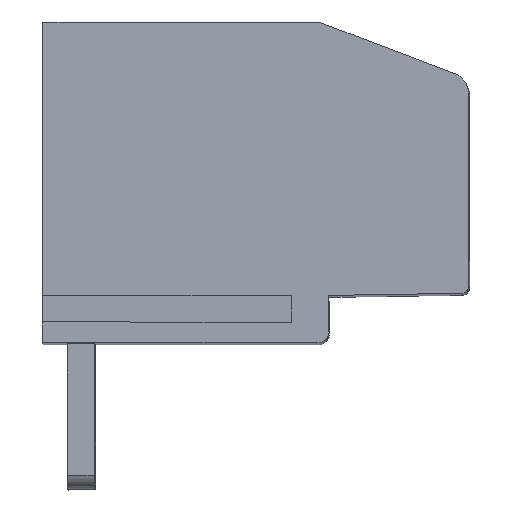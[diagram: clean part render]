
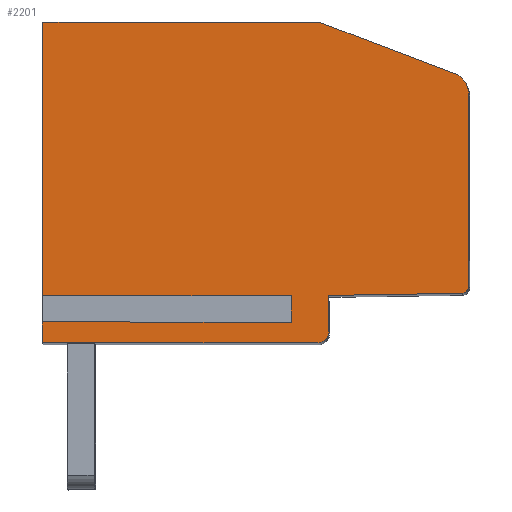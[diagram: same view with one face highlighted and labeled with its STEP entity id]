
A CAD part, top view. The second image highlights one B-rep face of the part: STEP entity #2201.
In plain terms, the highlighted planar face has unit normal (-0.002, 0.002, 1).
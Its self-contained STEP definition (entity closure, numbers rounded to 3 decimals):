
#74=LINE('',#3338,#325);
#88=LINE('',#3368,#339);
#92=LINE('',#3376,#343);
#95=LINE('',#3382,#346);
#100=LINE('',#3391,#351);
#102=LINE('',#3395,#353);
#103=LINE('',#3398,#354);
#104=LINE('',#3402,#355);
#105=LINE('',#3404,#356);
#106=LINE('',#3409,#357);
#107=LINE('',#3410,#358);
#325=VECTOR('',#2631,10.);
#339=VECTOR('',#2655,10.);
#343=VECTOR('',#2659,10.);
#346=VECTOR('',#2664,10.);
#351=VECTOR('',#2671,10.);
#353=VECTOR('',#2677,10.);
#354=VECTOR('',#2680,10.);
#355=VECTOR('',#2683,10.);
#356=VECTOR('',#2684,10.);
#357=VECTOR('',#2689,10.);
#358=VECTOR('',#2690,10.);
#571=PLANE('',#2372);
#686=FACE_OUTER_BOUND('',#816,.T.);
#816=EDGE_LOOP('',(#1670,#1671,#1672,#1673,#1674,#1675,#1676,#1677,#1678,
#1679,#1680,#1681,#1682,#1683));
#933=CIRCLE('',#2373,0.27);
#934=CIRCLE('',#2374,0.171);
#935=CIRCLE('',#2375,0.494);
#1012=VERTEX_POINT('',#3332);
#1014=VERTEX_POINT('',#3336);
#1024=VERTEX_POINT('',#3365);
#1025=VERTEX_POINT('',#3367);
#1028=VERTEX_POINT('',#3373);
#1029=VERTEX_POINT('',#3375);
#1031=VERTEX_POINT('',#3381);
#1034=VERTEX_POINT('',#3389);
#1035=VERTEX_POINT('',#3397);
#1036=VERTEX_POINT('',#3399);
#1037=VERTEX_POINT('',#3401);
#1038=VERTEX_POINT('',#3403);
#1039=VERTEX_POINT('',#3406);
#1040=VERTEX_POINT('',#3408);
#1242=EDGE_CURVE('',#1014,#1012,#74,.T.);
#1256=EDGE_CURVE('',#1024,#1025,#88,.T.);
#1260=EDGE_CURVE('',#1028,#1029,#92,.T.);
#1263=EDGE_CURVE('',#1031,#1025,#95,.T.);
#1268=EDGE_CURVE('',#1028,#1034,#100,.T.);
#1270=EDGE_CURVE('',#1034,#1031,#102,.T.);
#1271=EDGE_CURVE('',#1035,#1024,#103,.T.);
#1272=EDGE_CURVE('',#1036,#1035,#933,.T.);
#1273=EDGE_CURVE('',#1037,#1036,#104,.T.);
#1274=EDGE_CURVE('',#1038,#1037,#105,.T.);
#1275=EDGE_CURVE('',#1012,#1038,#934,.T.);
#1276=EDGE_CURVE('',#1039,#1014,#935,.T.);
#1277=EDGE_CURVE('',#1040,#1039,#106,.T.);
#1278=EDGE_CURVE('',#1029,#1040,#107,.T.);
#1670=ORIENTED_EDGE('',*,*,#1268,.T.);
#1671=ORIENTED_EDGE('',*,*,#1270,.T.);
#1672=ORIENTED_EDGE('',*,*,#1263,.T.);
#1673=ORIENTED_EDGE('',*,*,#1256,.F.);
#1674=ORIENTED_EDGE('',*,*,#1271,.F.);
#1675=ORIENTED_EDGE('',*,*,#1272,.F.);
#1676=ORIENTED_EDGE('',*,*,#1273,.F.);
#1677=ORIENTED_EDGE('',*,*,#1274,.F.);
#1678=ORIENTED_EDGE('',*,*,#1275,.F.);
#1679=ORIENTED_EDGE('',*,*,#1242,.F.);
#1680=ORIENTED_EDGE('',*,*,#1276,.F.);
#1681=ORIENTED_EDGE('',*,*,#1277,.F.);
#1682=ORIENTED_EDGE('',*,*,#1278,.F.);
#1683=ORIENTED_EDGE('',*,*,#1260,.F.);
#2201=ADVANCED_FACE('',(#686),#571,.F.);
#2372=AXIS2_PLACEMENT_3D('',#3396,#2678,#2679);
#2373=AXIS2_PLACEMENT_3D('',#3400,#2681,#2682);
#2374=AXIS2_PLACEMENT_3D('',#3405,#2685,#2686);
#2375=AXIS2_PLACEMENT_3D('',#3407,#2687,#2688);
#2631=DIRECTION('',(0.,-1.,0.001));
#2655=DIRECTION('',(0.002,1.,-0.001));
#2659=DIRECTION('',(0.002,1.,-0.001));
#2664=DIRECTION('',(-1.,0.001,-0.002));
#2671=DIRECTION('',(1.,-0.001,0.002));
#2677=DIRECTION('',(-0.002,-1.,0.001));
#2678=DIRECTION('center_axis',(0.001,-0.001,
-1.));
#2679=DIRECTION('ref_axis',(1.,0.,0.001));
#2680=DIRECTION('',(-1.,0.,-0.001));
#2681=DIRECTION('center_axis',(0.001,-0.001,
-1.));
#2682=DIRECTION('ref_axis',(0.713,-0.702,0.002));
#2683=DIRECTION('',(0.016,-1.,0.002));
#2684=DIRECTION('',(-1.,-0.016,-0.001));
#2685=DIRECTION('center_axis',(0.001,-0.001,
-1.));
#2686=DIRECTION('ref_axis',(0.713,-0.702,0.002));
#2687=DIRECTION('center_axis',(0.001,-0.001,
-1.));
#2688=DIRECTION('ref_axis',(0.823,0.568,0.));
#2689=DIRECTION('',(0.935,-0.356,0.002));
#2690=DIRECTION('',(1.,0.,0.001));
#3332=CARTESIAN_POINT('',(13.172,15.218,19.96));
#3336=CARTESIAN_POINT('',(13.172,19.876,19.953));
#3338=CARTESIAN_POINT('',(13.172,20.217,19.952));
#3365=CARTESIAN_POINT('',(2.895,13.852,19.946));
#3367=CARTESIAN_POINT('',(2.896,14.358,19.946));
#3368=CARTESIAN_POINT('',(2.895,13.852,19.946));
#3373=CARTESIAN_POINT('',(2.897,14.998,19.945));
#3375=CARTESIAN_POINT('',(2.906,21.59,19.935));
#3376=CARTESIAN_POINT('',(2.895,13.852,19.946));
#3381=CARTESIAN_POINT('',(8.896,14.349,19.955));
#3382=CARTESIAN_POINT('',(5.462,14.354,19.949));
#3389=CARTESIAN_POINT('',(8.897,14.989,19.954));
#3391=CARTESIAN_POINT('',(5.463,14.994,19.948));
#3395=CARTESIAN_POINT('',(8.898,16.195,19.952));
#3396=CARTESIAN_POINT('Origin',(8.034,17.721,19.948));
#3397=CARTESIAN_POINT('',(9.525,13.852,19.956));
#3398=CARTESIAN_POINT('',(9.8,13.852,19.957));
#3399=CARTESIAN_POINT('',(9.795,14.126,19.956));
#3400=CARTESIAN_POINT('Origin',(9.525,14.122,19.956));
#3401=CARTESIAN_POINT('',(9.782,14.997,19.955));
#3402=CARTESIAN_POINT('',(9.782,14.997,19.955));
#3403=CARTESIAN_POINT('',(13.004,15.047,19.96));
#3404=CARTESIAN_POINT('',(13.172,15.05,19.96));
#3405=CARTESIAN_POINT('Origin',(13.001,15.218,19.959));
#3406=CARTESIAN_POINT('',(12.854,20.338,19.951));
#3407=CARTESIAN_POINT('Origin',(12.678,19.876,19.952));
#3408=CARTESIAN_POINT('',(9.562,21.59,19.945));
#3409=CARTESIAN_POINT('',(9.562,21.59,19.945));
#3410=CARTESIAN_POINT('',(2.906,21.59,19.935));
